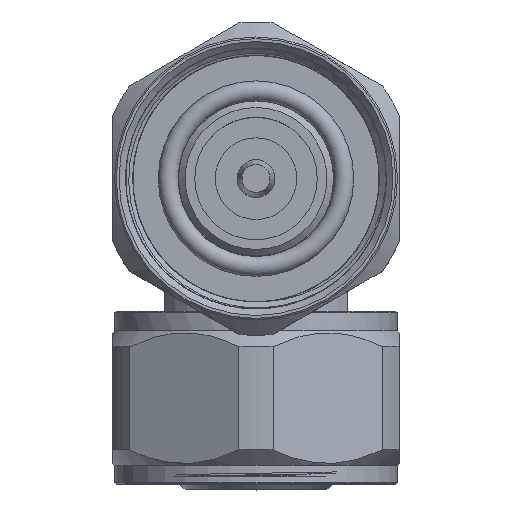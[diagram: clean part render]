
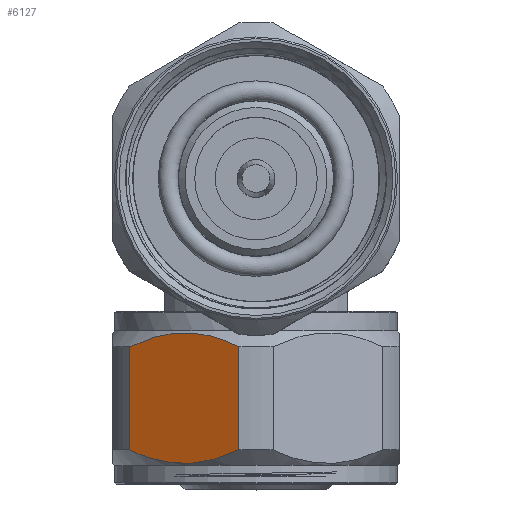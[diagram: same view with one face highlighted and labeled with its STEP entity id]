
A CAD part, top view. The second image highlights one B-rep face of the part: STEP entity #6127.
In plain terms, the highlighted face is planar.
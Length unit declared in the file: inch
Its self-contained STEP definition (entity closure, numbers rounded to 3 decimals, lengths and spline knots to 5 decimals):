
#61 = CARTESIAN_POINT ( 'NONE',  ( -0.80319, -0.27984, 0.38144 ) ) ;
#73 = CARTESIAN_POINT ( 'NONE',  ( -0.47896, -0.29501, 0.35517 ) ) ;
#123 = DIRECTION ( 'NONE',  ( 0., -0.866, 0.5 ) ) ;
#137 = DIRECTION ( 'NONE',  ( -1., 0., 0. ) ) ;
#341 = CARTESIAN_POINT ( 'NONE',  ( -0.44953, -0.39149, 0.18807 ) ) ;
#461 = VECTOR ( 'NONE', #6088, 39.37008 ) ;
#914 = CARTESIAN_POINT ( 'NONE',  ( -0.8368, -0.41582, 0.14593 ) ) ;
#939 = CARTESIAN_POINT ( 'NONE',  ( -0.84047, -0.34249, 0.27292 ) ) ;
#1032 = CARTESIAN_POINT ( 'NONE',  ( -0.84336, -0.39157, 0.18793 ) ) ;
#1108 = LINE ( 'NONE', #7424, #461 ) ;
#1139 = EDGE_LOOP ( 'NONE', ( #3393, #7329, #3963, #7715 ) ) ;
#1419 = PLANE ( 'NONE',  #3701 ) ;
#1492 = LINE ( 'NONE', #3586, #3442 ) ;
#1574 = CARTESIAN_POINT ( 'NONE',  ( -0.46837, -0.31046, 0.32841 ) ) ;
#2386 = CARTESIAN_POINT ( 'NONE',  ( -0.80319, -0.47026, 0.05163 ) ) ;
#2500 = B_SPLINE_CURVE_WITH_KNOTS ( 'NONE', 3,
 ( #4350, #73, #1574, #7843, #3761, #3681, #3713, #341, #4469, #8502, #5773, #7152 ),
 .UNSPECIFIED., .F., .F.,
 ( 4, 2, 2, 2, 2, 4 ),
 ( 0., 0.00248, 0.00372, 0.00496, 0.00744, 0.00992 ),
 .UNSPECIFIED. ) ;
#2558 = EDGE_CURVE ( 'NONE', #4953, #7614, #2500, .T. ) ;
#2596 = EDGE_CURVE ( 'NONE', #3023, #5487, #6011, .T. ) ;
#3023 = VERTEX_POINT ( 'NONE', #4279 ) ;
#3157 = CARTESIAN_POINT ( 'NONE',  ( -0.49189, -0.47026, 0.05163 ) ) ;
#3393 = ORIENTED_EDGE ( 'NONE', *, *, #7359, .F. ) ;
#3442 = VECTOR ( 'NONE', #137, 39.37008 ) ;
#3586 = CARTESIAN_POINT ( 'NONE',  ( -0.23948, -0.47026, 0.05163 ) ) ;
#3681 = CARTESIAN_POINT ( 'NONE',  ( -0.45054, -0.35853, 0.24516 ) ) ;
#3701 = AXIS2_PLACEMENT_3D ( 'NONE', #4211, #123, #6286 ) ;
#3713 = CARTESIAN_POINT ( 'NONE',  ( -0.44953, -0.36684, 0.23076 ) ) ;
#3761 = CARTESIAN_POINT ( 'NONE',  ( -0.45444, -0.34225, 0.27334 ) ) ;
#3963 = ORIENTED_EDGE ( 'NONE', *, *, #8285, .F. ) ;
#4211 = CARTESIAN_POINT ( 'NONE',  ( -1.11395, -0.25003, 0.43307 ) ) ;
#4279 = CARTESIAN_POINT ( 'NONE',  ( -0.80319, -0.47026, 0.05163 ) ) ;
#4350 = CARTESIAN_POINT ( 'NONE',  ( -0.49189, -0.27984, 0.38144 ) ) ;
#4438 = CARTESIAN_POINT ( 'NONE',  ( -0.8158, -0.29507, 0.35507 ) ) ;
#4469 = CARTESIAN_POINT ( 'NONE',  ( -0.45352, -0.40762, 0.16013 ) ) ;
#4505 = CARTESIAN_POINT ( 'NONE',  ( -0.81578, -0.45505, 0.07797 ) ) ;
#4953 = VERTEX_POINT ( 'NONE', #7343 ) ;
#5111 = CARTESIAN_POINT ( 'NONE',  ( -0.84435, -0.35862, 0.24499 ) ) ;
#5487 = VERTEX_POINT ( 'NONE', #61 ) ;
#5773 = CARTESIAN_POINT ( 'NONE',  ( -0.47894, -0.45507, 0.07793 ) ) ;
#6011 = B_SPLINE_CURVE_WITH_KNOTS ( 'NONE', 3,
 ( #2386, #4505, #7929, #914, #6466, #1032, #7869, #5111, #939, #8531, #4438, #7209 ),
 .UNSPECIFIED., .F., .F.,
 ( 4, 2, 2, 2, 2, 4 ),
 ( 0., 0.00248, 0.00371, 0.00495, 0.00743, 0.0099 ),
 .UNSPECIFIED. ) ;
#6088 = DIRECTION ( 'NONE',  ( 1., 0., 0. ) ) ;
#6127 = ADVANCED_FACE ( 'NONE', ( #8193 ), #1419, .T. ) ;
#6286 = DIRECTION ( 'NONE',  ( 0., -0.5, -0.866 ) ) ;
#6466 = CARTESIAN_POINT ( 'NONE',  ( -0.83959, -0.4078, 0.15981 ) ) ;
#7152 = CARTESIAN_POINT ( 'NONE',  ( -0.49189, -0.47026, 0.05163 ) ) ;
#7209 = CARTESIAN_POINT ( 'NONE',  ( -0.80319, -0.27984, 0.38144 ) ) ;
#7329 = ORIENTED_EDGE ( 'NONE', *, *, #2558, .F. ) ;
#7343 = CARTESIAN_POINT ( 'NONE',  ( -0.49189, -0.27984, 0.38144 ) ) ;
#7359 = EDGE_CURVE ( 'NONE', #7614, #3023, #1492, .T. ) ;
#7424 = CARTESIAN_POINT ( 'NONE',  ( -0.23948, -0.27984, 0.38144 ) ) ;
#7614 = VERTEX_POINT ( 'NONE', #3157 ) ;
#7715 = ORIENTED_EDGE ( 'NONE', *, *, #2596, .F. ) ;
#7843 = CARTESIAN_POINT ( 'NONE',  ( -0.45731, -0.33423, 0.28724 ) ) ;
#7869 = CARTESIAN_POINT ( 'NONE',  ( -0.84435, -0.38328, 0.20228 ) ) ;
#7929 = CARTESIAN_POINT ( 'NONE',  ( -0.82608, -0.43958, 0.10477 ) ) ;
#8193 = FACE_OUTER_BOUND ( 'NONE', #1139, .T. ) ;
#8285 = EDGE_CURVE ( 'NONE', #5487, #4953, #1108, .T. ) ;
#8502 = CARTESIAN_POINT ( 'NONE',  ( -0.4682, -0.43938, 0.10512 ) ) ;
#8531 = CARTESIAN_POINT ( 'NONE',  ( -0.82622, -0.31076, 0.3279 ) ) ;
